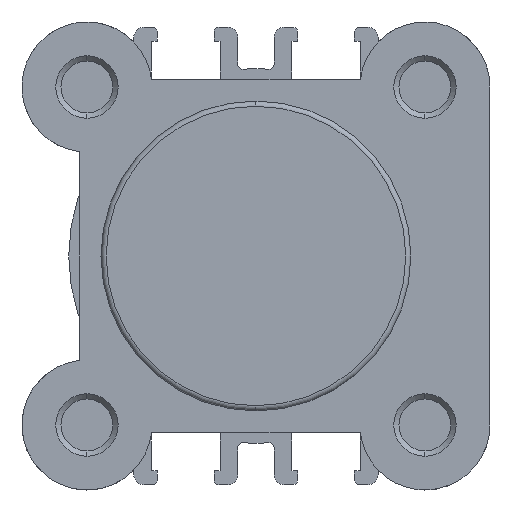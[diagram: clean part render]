
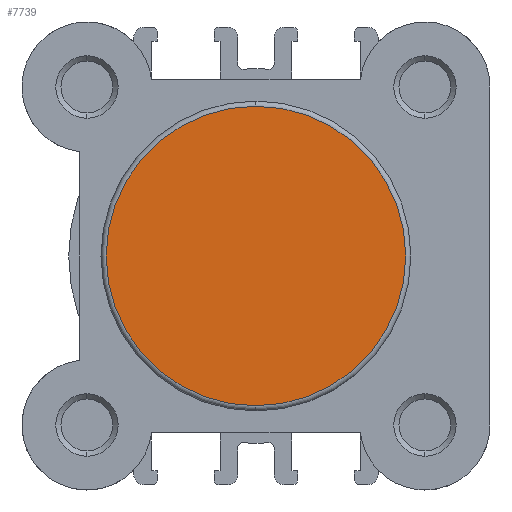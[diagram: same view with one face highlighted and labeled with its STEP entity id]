
A CAD part, left-side view. The second image highlights one B-rep face of the part: STEP entity #7739.
In plain terms, the highlighted planar face has unit normal (-1, 0, 0).
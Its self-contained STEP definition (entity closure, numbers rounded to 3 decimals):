
#851 = EDGE_CURVE ( 'NONE', #3999, #3997, #3840, .T. ) ;
#1022 = EDGE_CURVE ( 'NONE', #3997, #3999, #4211, .T. ) ;
#1137 = AXIS2_PLACEMENT_3D ( 'NONE', #2035, #2043, #2044 ) ;
#1222 = AXIS2_PLACEMENT_3D ( 'NONE', #1879, #1884, #1885 ) ;
#1567 = AXIS2_PLACEMENT_3D ( 'NONE', #6650, #6653, #6654 ) ;
#1879 = CARTESIAN_POINT ( 'NONE',  ( 0., 0., 0. ) ) ;
#1884 = DIRECTION ( 'NONE',  ( -1., 0., 0. ) ) ;
#1885 = DIRECTION ( 'NONE',  ( 0., 0., 1. ) ) ;
#2035 = CARTESIAN_POINT ( 'NONE',  ( 0., 0., 0. ) ) ;
#2043 = DIRECTION ( 'NONE',  ( -1., 0., 0. ) ) ;
#2044 = DIRECTION ( 'NONE',  ( 0., 0., 1. ) ) ;
#3422 = ORIENTED_EDGE ( 'NONE', *, *, #851, .T. ) ;
#3423 = ORIENTED_EDGE ( 'NONE', *, *, #1022, .T. ) ;
#3489 = EDGE_LOOP ( 'NONE', ( #3423, #3422 ) ) ;
#3840 = CIRCLE ( 'NONE', #1137, 14.4 ) ;
#3997 = VERTEX_POINT ( 'NONE', #5709 ) ;
#3999 = VERTEX_POINT ( 'NONE', #5711 ) ;
#4211 = CIRCLE ( 'NONE', #1222, 14.4 ) ;
#4930 = FACE_OUTER_BOUND ( 'NONE', #3489, .T. ) ;
#5709 = CARTESIAN_POINT ( 'NONE',  ( 0., 0., 14.4 ) ) ;
#5711 = CARTESIAN_POINT ( 'NONE',  ( 0., 0., -14.4 ) ) ;
#6650 = CARTESIAN_POINT ( 'NONE',  ( 0., -14.9, 0. ) ) ;
#6651 = PLANE ( 'NONE',  #1567 ) ;
#6653 = DIRECTION ( 'NONE',  ( -1., 0., 0. ) ) ;
#6654 = DIRECTION ( 'NONE',  ( 0., 0., 1. ) ) ;
#7739 = ADVANCED_FACE ( 'NONE', ( #4930 ), #6651, .T. ) ;
